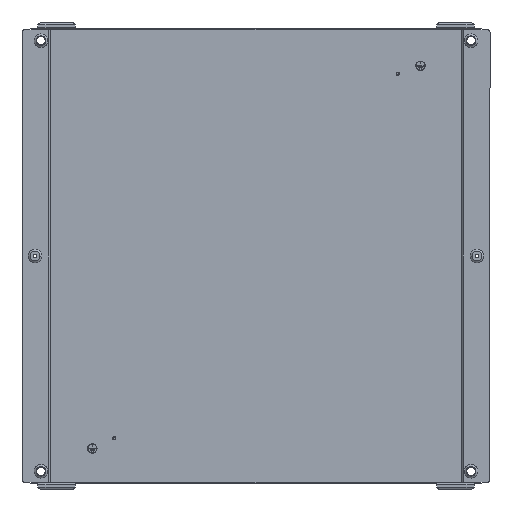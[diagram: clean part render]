
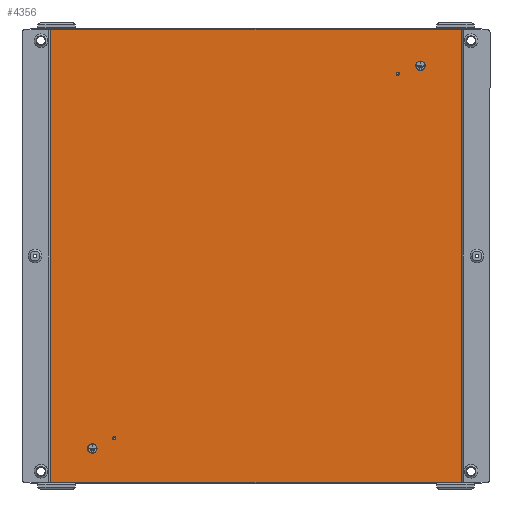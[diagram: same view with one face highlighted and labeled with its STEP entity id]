
A CAD part, front view. The second image highlights one B-rep face of the part: STEP entity #4356.
In plain terms, the highlighted planar face has unit normal (0, -1, 0).
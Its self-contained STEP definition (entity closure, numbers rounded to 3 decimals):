
#2164 = EDGE_LOOP ( 'NONE', ( #45410, #17966, #37920, #5852 ) ) ;
#2356 = DIRECTION ( 'NONE',  ( 0., 0., 1. ) ) ;
#4356 = ADVANCED_FACE ( 'NONE', ( #31957 ), #12744, .T. ) ;
#4753 = DIRECTION ( 'NONE',  ( 1., 0., 0. ) ) ;
#5600 = DIRECTION ( 'NONE',  ( -1., 0., 0. ) ) ;
#5852 = ORIENTED_EDGE ( 'NONE', *, *, #42905, .F. ) ;
#7323 = VERTEX_POINT ( 'NONE', #36713 ) ;
#7532 = EDGE_CURVE ( 'NONE', #39814, #7323, #30373, .T. ) ;
#8115 = VECTOR ( 'NONE', #4753, 1000. ) ;
#9117 = VECTOR ( 'NONE', #2356, 1000. ) ;
#9161 = LINE ( 'NONE', #44041, #30807 ) ;
#12619 = DIRECTION ( 'NONE',  ( 0., 0., -1. ) ) ;
#12744 = PLANE ( 'NONE',  #15016 ) ;
#15016 = AXIS2_PLACEMENT_3D ( 'NONE', #43572, #23362, #35497 ) ;
#16765 = CARTESIAN_POINT ( 'NONE',  ( -438.75, -1.5, -484. ) ) ;
#17367 = VERTEX_POINT ( 'NONE', #16765 ) ;
#17966 = ORIENTED_EDGE ( 'NONE', *, *, #30970, .F. ) ;
#18848 = CARTESIAN_POINT ( 'NONE',  ( -438.75, -1.5, 484. ) ) ;
#23362 = DIRECTION ( 'NONE',  ( 0., -1., 0. ) ) ;
#23920 = VERTEX_POINT ( 'NONE', #18848 ) ;
#23967 = LINE ( 'NONE', #39383, #8115 ) ;
#24179 = EDGE_CURVE ( 'NONE', #17367, #23920, #25606, .T. ) ;
#25606 = LINE ( 'NONE', #41028, #9117 ) ;
#28164 = CARTESIAN_POINT ( 'NONE',  ( 438.75, -1.5, 484. ) ) ;
#30373 = LINE ( 'NONE', #47250, #48032 ) ;
#30807 = VECTOR ( 'NONE', #5600, 1000. ) ;
#30970 = EDGE_CURVE ( 'NONE', #7323, #17367, #9161, .T. ) ;
#31957 = FACE_OUTER_BOUND ( 'NONE', #2164, .T. ) ;
#35497 = DIRECTION ( 'NONE',  ( 0., 0., -1. ) ) ;
#36713 = CARTESIAN_POINT ( 'NONE',  ( 438.75, -1.5, -484. ) ) ;
#37920 = ORIENTED_EDGE ( 'NONE', *, *, #7532, .F. ) ;
#39383 = CARTESIAN_POINT ( 'NONE',  ( -438.75, -1.5, 484. ) ) ;
#39814 = VERTEX_POINT ( 'NONE', #28164 ) ;
#41028 = CARTESIAN_POINT ( 'NONE',  ( -438.75, -1.5, -487. ) ) ;
#42905 = EDGE_CURVE ( 'NONE', #23920, #39814, #23967, .T. ) ;
#43572 = CARTESIAN_POINT ( 'NONE',  ( 0., -1.5, 0. ) ) ;
#44041 = CARTESIAN_POINT ( 'NONE',  ( 438.75, -1.5, -484. ) ) ;
#45410 = ORIENTED_EDGE ( 'NONE', *, *, #24179, .F. ) ;
#47250 = CARTESIAN_POINT ( 'NONE',  ( 438.75, -1.5, 487. ) ) ;
#48032 = VECTOR ( 'NONE', #12619, 1000. ) ;
